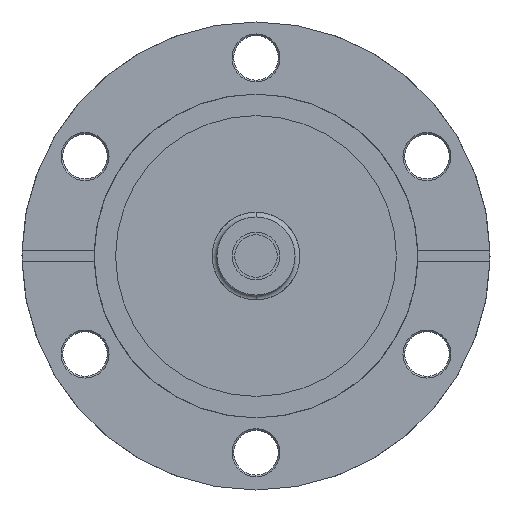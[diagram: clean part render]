
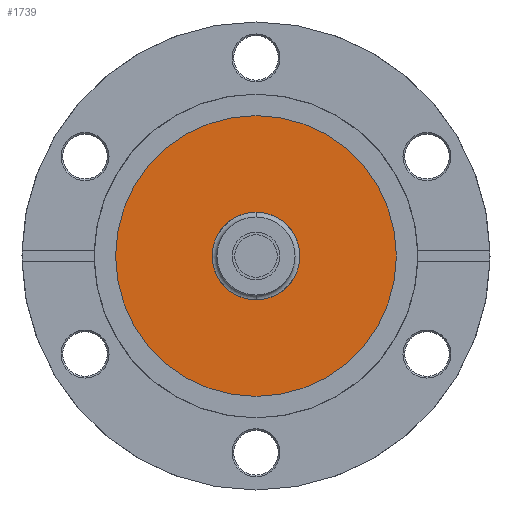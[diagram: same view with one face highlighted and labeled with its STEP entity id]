
A CAD part, front view. The second image highlights one B-rep face of the part: STEP entity #1739.
In plain terms, the highlighted planar face has unit normal (0, -1, 0).
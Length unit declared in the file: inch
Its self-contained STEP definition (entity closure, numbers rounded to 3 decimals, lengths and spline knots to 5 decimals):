
#92 = CARTESIAN_POINT ( 'NONE',  ( 0., -0.454, 0. ) ) ;
#93 = DIRECTION ( 'NONE',  ( 0., -1., 0. ) ) ;
#94 = DIRECTION ( 'NONE',  ( 0., 0., 1. ) ) ;
#285 = FACE_OUTER_BOUND ( 'NONE', #2367, .T. ) ;
#288 = FACE_BOUND ( 'NONE', #2362, .T. ) ;
#317 = CIRCLE ( 'NONE', #1637, 0.825 ) ;
#367 = CIRCLE ( 'NONE', #1676, 0.258 ) ;
#382 = CIRCLE ( 'NONE', #1683, 0.258 ) ;
#436 = CIRCLE ( 'NONE', #1693, 0.825 ) ;
#1003 = CARTESIAN_POINT ( 'NONE',  ( 0., -0.454, -0.825 ) ) ;
#1006 = CARTESIAN_POINT ( 'NONE',  ( 0., -0.454, 0.825 ) ) ;
#1025 = CARTESIAN_POINT ( 'NONE',  ( 0., -0.454, -0.258 ) ) ;
#1027 = CARTESIAN_POINT ( 'NONE',  ( 0., -0.454, 0.258 ) ) ;
#1518 = EDGE_CURVE ( 'NONE', #2758, #2761, #436, .T. ) ;
#1549 = EDGE_CURVE ( 'NONE', #2780, #2782, #382, .T. ) ;
#1559 = EDGE_CURVE ( 'NONE', #2782, #2780, #367, .T. ) ;
#1602 = EDGE_CURVE ( 'NONE', #2761, #2758, #317, .T. ) ;
#1621 = AXIS2_PLACEMENT_3D ( 'NONE', #2182, #2192, #2193 ) ;
#1637 = AXIS2_PLACEMENT_3D ( 'NONE', #2134, #2135, #2136 ) ;
#1676 = AXIS2_PLACEMENT_3D ( 'NONE', #92, #93, #94 ) ;
#1683 = AXIS2_PLACEMENT_3D ( 'NONE', #2090, #2091, #2092 ) ;
#1693 = AXIS2_PLACEMENT_3D ( 'NONE', #2017, #2018, #2019 ) ;
#1739 = ADVANCED_FACE ( 'NONE', ( #288, #285 ), #2190, .T. ) ;
#2017 = CARTESIAN_POINT ( 'NONE',  ( 0., -0.454, 0. ) ) ;
#2018 = DIRECTION ( 'NONE',  ( 0., -1., 0. ) ) ;
#2019 = DIRECTION ( 'NONE',  ( 0., 0., 1. ) ) ;
#2090 = CARTESIAN_POINT ( 'NONE',  ( 0., -0.454, 0. ) ) ;
#2091 = DIRECTION ( 'NONE',  ( 0., -1., 0. ) ) ;
#2092 = DIRECTION ( 'NONE',  ( 0., 0., 1. ) ) ;
#2134 = CARTESIAN_POINT ( 'NONE',  ( 0., -0.454, 0. ) ) ;
#2135 = DIRECTION ( 'NONE',  ( 0., -1., 0. ) ) ;
#2136 = DIRECTION ( 'NONE',  ( 0., 0., 1. ) ) ;
#2182 = CARTESIAN_POINT ( 'NONE',  ( 0., -0.454, 0. ) ) ;
#2190 = PLANE ( 'NONE',  #1621 ) ;
#2192 = DIRECTION ( 'NONE',  ( 0., -1., 0. ) ) ;
#2193 = DIRECTION ( 'NONE',  ( 0., 0., 1. ) ) ;
#2362 = EDGE_LOOP ( 'NONE', ( #2578, #2579 ) ) ;
#2367 = EDGE_LOOP ( 'NONE', ( #2580, #2581 ) ) ;
#2578 = ORIENTED_EDGE ( 'NONE', *, *, #1549, .F. ) ;
#2579 = ORIENTED_EDGE ( 'NONE', *, *, #1559, .F. ) ;
#2580 = ORIENTED_EDGE ( 'NONE', *, *, #1602, .T. ) ;
#2581 = ORIENTED_EDGE ( 'NONE', *, *, #1518, .T. ) ;
#2758 = VERTEX_POINT ( 'NONE', #1003 ) ;
#2761 = VERTEX_POINT ( 'NONE', #1006 ) ;
#2780 = VERTEX_POINT ( 'NONE', #1025 ) ;
#2782 = VERTEX_POINT ( 'NONE', #1027 ) ;
